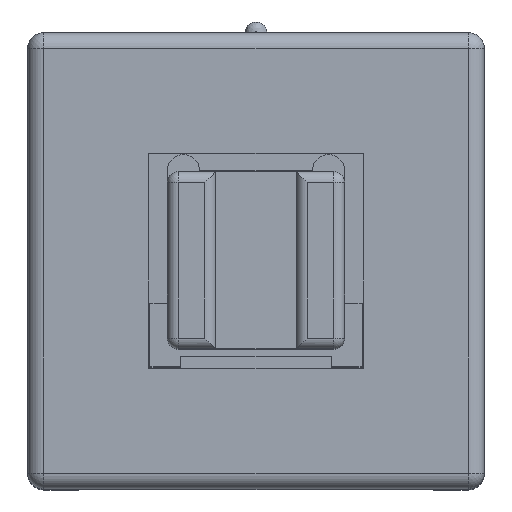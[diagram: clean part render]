
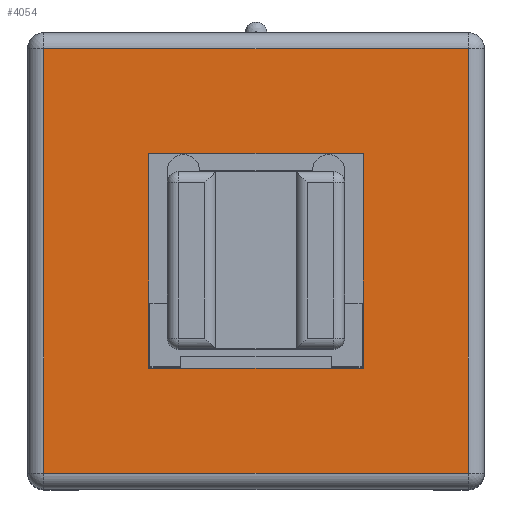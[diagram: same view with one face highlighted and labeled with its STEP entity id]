
A CAD part, top view. The second image highlights one B-rep face of the part: STEP entity #4054.
In plain terms, the highlighted face is planar.
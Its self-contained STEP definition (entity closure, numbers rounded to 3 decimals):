
#39=FACE_BOUND('',#500,.T.);
#261=FACE_OUTER_BOUND('',#499,.T.);
#499=EDGE_LOOP('',(#2857,#2858,#2859,#2860));
#500=EDGE_LOOP('',(#2861,#2862,#2863,#2864));
#775=LINE('',#5999,#1263);
#777=LINE('',#6003,#1265);
#779=LINE('',#6007,#1267);
#780=LINE('',#6009,#1268);
#782=LINE('',#6018,#1270);
#787=LINE('',#6036,#1275);
#788=LINE('',#6044,#1276);
#789=LINE('',#6046,#1277);
#1263=VECTOR('',#4785,4.);
#1265=VECTOR('',#4789,4.);
#1267=VECTOR('',#4793,4.);
#1268=VECTOR('',#4796,4.);
#1270=VECTOR('',#4804,7.9);
#1275=VECTOR('',#4829,7.9);
#1276=VECTOR('',#4842,7.9);
#1277=VECTOR('',#4845,7.9);
#1741=VERTEX_POINT('',#5995);
#1742=VERTEX_POINT('',#5997);
#1743=VERTEX_POINT('',#6001);
#1744=VERTEX_POINT('',#6005);
#1745=VERTEX_POINT('',#6011);
#1748=VERTEX_POINT('',#6016);
#1751=VERTEX_POINT('',#6031);
#1752=VERTEX_POINT('',#6040);
#2151=EDGE_CURVE('',#1742,#1741,#775,.T.);
#2153=EDGE_CURVE('',#1741,#1743,#777,.T.);
#2155=EDGE_CURVE('',#1743,#1744,#779,.T.);
#2156=EDGE_CURVE('',#1744,#1742,#780,.T.);
#2160=EDGE_CURVE('',#1745,#1748,#782,.T.);
#2170=EDGE_CURVE('',#1748,#1751,#787,.T.);
#2173=EDGE_CURVE('',#1751,#1752,#788,.T.);
#2174=EDGE_CURVE('',#1752,#1745,#789,.T.);
#2857=ORIENTED_EDGE('',*,*,#2160,.T.);
#2858=ORIENTED_EDGE('',*,*,#2170,.T.);
#2859=ORIENTED_EDGE('',*,*,#2173,.T.);
#2860=ORIENTED_EDGE('',*,*,#2174,.T.);
#2861=ORIENTED_EDGE('',*,*,#2155,.F.);
#2862=ORIENTED_EDGE('',*,*,#2153,.F.);
#2863=ORIENTED_EDGE('',*,*,#2151,.F.);
#2864=ORIENTED_EDGE('',*,*,#2156,.F.);
#3872=PLANE('',#4341);
#4054=ADVANCED_FACE('',(#261,#39),#3872,.T.);
#4341=AXIS2_PLACEMENT_3D('',#6045,#4843,#4844);
#4785=DIRECTION('',(1.,0.,0.));
#4789=DIRECTION('',(0.,0.,-1.));
#4793=DIRECTION('',(-1.,0.,0.));
#4796=DIRECTION('',(0.,0.,1.));
#4804=DIRECTION('',(0.,0.,-1.));
#4829=DIRECTION('',(-1.,0.,0.));
#4842=DIRECTION('',(0.,0.,1.));
#4843=DIRECTION('center_axis',(0.,1.,0.));
#4844=DIRECTION('ref_axis',(1.,0.,0.));
#4845=DIRECTION('',(1.,0.,0.));
#5995=CARTESIAN_POINT('',(2.,8.45,2.));
#5997=CARTESIAN_POINT('',(-2.,8.45,2.));
#5999=CARTESIAN_POINT('',(-2.,8.45,2.));
#6001=CARTESIAN_POINT('',(2.,8.45,-2.));
#6003=CARTESIAN_POINT('',(2.,8.45,2.));
#6005=CARTESIAN_POINT('',(-2.,8.45,-2.));
#6007=CARTESIAN_POINT('',(2.,8.45,-2.));
#6009=CARTESIAN_POINT('',(-2.,8.45,-2.));
#6011=CARTESIAN_POINT('',(3.95,8.45,3.95));
#6016=CARTESIAN_POINT('',(3.95,8.45,-3.95));
#6018=CARTESIAN_POINT('',(3.95,8.45,3.95));
#6031=CARTESIAN_POINT('',(-3.95,8.45,-3.95));
#6036=CARTESIAN_POINT('',(3.95,8.45,-3.95));
#6040=CARTESIAN_POINT('',(-3.95,8.45,3.95));
#6044=CARTESIAN_POINT('',(-3.95,8.45,-3.95));
#6045=CARTESIAN_POINT('Origin',(0.,8.45,0.));
#6046=CARTESIAN_POINT('',(-3.95,8.45,3.95));
